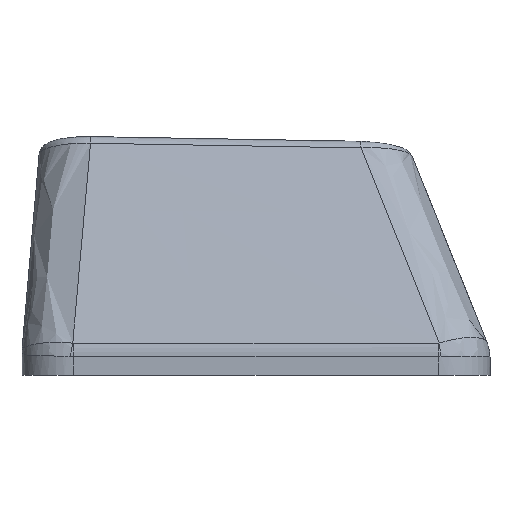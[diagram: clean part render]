
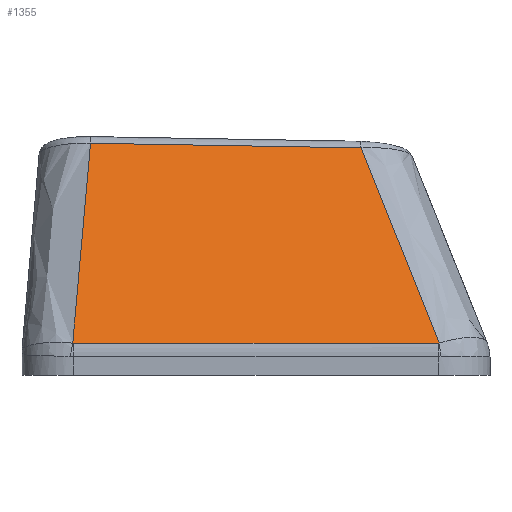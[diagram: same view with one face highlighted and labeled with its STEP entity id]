
A CAD part, left-side view. The second image highlights one B-rep face of the part: STEP entity #1355.
In plain terms, the highlighted free-form (B-spline) face has degree [3, 3] with [4, 4] control points.
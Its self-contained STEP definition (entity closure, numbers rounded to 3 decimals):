
#218=B_SPLINE_SURFACE_WITH_KNOTS('',3,3,((#2519,#2520,#2521,#2522),(#2523,
#2524,#2525,#2526),(#2527,#2528,#2529,#2530),(#2531,#2532,#2533,#2534)),
 .UNSPECIFIED.,.F.,.F.,.F.,(4,4),(4,4),(0.104,0.892),
(0.041,0.97),.UNSPECIFIED.);
#257=FACE_OUTER_BOUND('',#332,.T.);
#332=EDGE_LOOP('',(#991,#992,#993,#994,#995,#996));
#435=B_SPLINE_CURVE_WITH_KNOTS('',3,(#2215,#2216,#2217,#2218),
 .UNSPECIFIED.,.F.,.F.,(4,4),(0.,0.003),
 .UNSPECIFIED.);
#437=B_SPLINE_CURVE_WITH_KNOTS('',3,(#2242,#2243,#2244,#2245),
 .UNSPECIFIED.,.F.,.F.,(4,4),(0.,1.416),.UNSPECIFIED.);
#439=B_SPLINE_CURVE_WITH_KNOTS('',3,(#2269,#2270,#2271,#2272),
 .UNSPECIFIED.,.F.,.F.,(4,4),(0.,0.003),
 .UNSPECIFIED.);
#454=B_SPLINE_CURVE_WITH_KNOTS('',3,(#2536,#2537,#2538,#2539),
 .UNSPECIFIED.,.F.,.F.,(4,4),(0.039,0.904),
 .UNSPECIFIED.);
#455=B_SPLINE_CURVE_WITH_KNOTS('',3,(#2541,#2542,#2543,#2544),
 .UNSPECIFIED.,.F.,.F.,(4,4),(-1.049,0.),.UNSPECIFIED.);
#456=B_SPLINE_CURVE_WITH_KNOTS('',3,(#2545,#2546,#2547,#2548),
 .UNSPECIFIED.,.F.,.F.,(4,4),(-0.867,-0.037),
 .UNSPECIFIED.);
#566=VERTEX_POINT('',#2179);
#568=VERTEX_POINT('',#2208);
#570=VERTEX_POINT('',#2235);
#572=VERTEX_POINT('',#2262);
#588=VERTEX_POINT('',#2535);
#589=VERTEX_POINT('',#2540);
#725=EDGE_CURVE('',#566,#568,#435,.T.);
#728=EDGE_CURVE('',#568,#570,#437,.T.);
#731=EDGE_CURVE('',#570,#572,#439,.T.);
#755=EDGE_CURVE('',#588,#566,#454,.T.);
#756=EDGE_CURVE('',#589,#588,#455,.T.);
#757=EDGE_CURVE('',#572,#589,#456,.T.);
#991=ORIENTED_EDGE('',*,*,#731,.F.);
#992=ORIENTED_EDGE('',*,*,#728,.F.);
#993=ORIENTED_EDGE('',*,*,#725,.F.);
#994=ORIENTED_EDGE('',*,*,#755,.F.);
#995=ORIENTED_EDGE('',*,*,#756,.F.);
#996=ORIENTED_EDGE('',*,*,#757,.F.);
#1355=ADVANCED_FACE('',(#257),#218,.T.);
#2179=CARTESIAN_POINT('',(-8.981,-7.107,0.26));
#2208=CARTESIAN_POINT('',(-8.982,-7.081,0.258));
#2215=CARTESIAN_POINT('Ctrl Pts',(-8.981,-7.107,0.26));
#2216=CARTESIAN_POINT('Ctrl Pts',(-8.982,-7.098,0.259));
#2217=CARTESIAN_POINT('Ctrl Pts',(-8.982,-7.089,0.258));
#2218=CARTESIAN_POINT('Ctrl Pts',(-8.982,-7.081,0.258));
#2235=CARTESIAN_POINT('',(-8.986,7.08,0.253));
#2242=CARTESIAN_POINT('Ctrl Pts',(-8.982,-7.081,0.258));
#2243=CARTESIAN_POINT('Ctrl Pts',(-8.984,-2.36,0.256));
#2244=CARTESIAN_POINT('Ctrl Pts',(-8.985,2.36,0.255));
#2245=CARTESIAN_POINT('Ctrl Pts',(-8.986,7.08,0.253));
#2262=CARTESIAN_POINT('',(-8.985,7.111,0.256));
#2269=CARTESIAN_POINT('Ctrl Pts',(-8.986,7.08,0.253));
#2270=CARTESIAN_POINT('Ctrl Pts',(-8.986,7.091,0.253));
#2271=CARTESIAN_POINT('Ctrl Pts',(-8.986,7.101,0.254));
#2272=CARTESIAN_POINT('Ctrl Pts',(-8.985,7.111,0.256));
#2519=CARTESIAN_POINT('Ctrl Pts',(-6.097,-4.453,7.83));
#2520=CARTESIAN_POINT('Ctrl Pts',(-7.06,-5.339,5.303));
#2521=CARTESIAN_POINT('Ctrl Pts',(-8.023,-6.225,2.775));
#2522=CARTESIAN_POINT('Ctrl Pts',(-8.986,-7.111,0.247));
#2523=CARTESIAN_POINT('Ctrl Pts',(-6.097,-0.691,7.893));
#2524=CARTESIAN_POINT('Ctrl Pts',(-7.06,-1.251,5.345));
#2525=CARTESIAN_POINT('Ctrl Pts',(-8.023,-1.811,2.797));
#2526=CARTESIAN_POINT('Ctrl Pts',(-8.986,-2.37,0.249));
#2527=CARTESIAN_POINT('Ctrl Pts',(-6.097,3.071,7.955));
#2528=CARTESIAN_POINT('Ctrl Pts',(-7.06,2.837,5.387));
#2529=CARTESIAN_POINT('Ctrl Pts',(-8.023,2.604,2.819));
#2530=CARTESIAN_POINT('Ctrl Pts',(-8.986,2.37,0.251));
#2531=CARTESIAN_POINT('Ctrl Pts',(-6.097,6.832,8.017));
#2532=CARTESIAN_POINT('Ctrl Pts',(-7.06,6.925,5.429));
#2533=CARTESIAN_POINT('Ctrl Pts',(-8.023,7.018,2.841));
#2534=CARTESIAN_POINT('Ctrl Pts',(-8.986,7.111,0.253));
#2535=CARTESIAN_POINT('',(-6.099,-4.07,7.831));
#2536=CARTESIAN_POINT('Ctrl Pts',(-6.099,-4.07,7.831));
#2537=CARTESIAN_POINT('Ctrl Pts',(-7.059,-5.081,5.307));
#2538=CARTESIAN_POINT('Ctrl Pts',(-8.02,-6.094,2.783));
#2539=CARTESIAN_POINT('Ctrl Pts',(-8.981,-7.107,0.26));
#2540=CARTESIAN_POINT('',(-6.097,6.422,8.01));
#2541=CARTESIAN_POINT('Ctrl Pts',(-6.097,6.422,8.01));
#2542=CARTESIAN_POINT('Ctrl Pts',(-6.098,2.925,7.951));
#2543=CARTESIAN_POINT('Ctrl Pts',(-6.098,-0.573,
7.891));
#2544=CARTESIAN_POINT('Ctrl Pts',(-6.099,-4.07,7.831));
#2545=CARTESIAN_POINT('Ctrl Pts',(-8.985,7.111,0.256));
#2546=CARTESIAN_POINT('Ctrl Pts',(-8.023,6.882,2.841));
#2547=CARTESIAN_POINT('Ctrl Pts',(-7.061,6.652,5.426));
#2548=CARTESIAN_POINT('Ctrl Pts',(-6.097,6.422,8.01));
